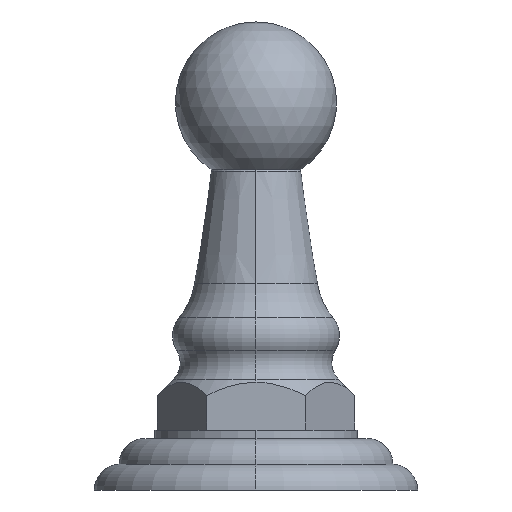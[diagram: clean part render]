
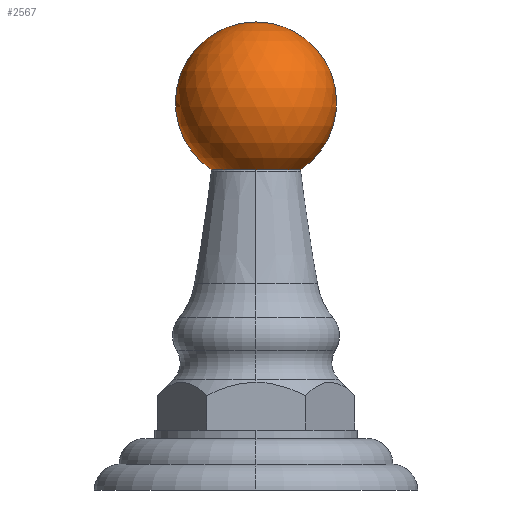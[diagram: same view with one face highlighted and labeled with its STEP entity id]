
A CAD part, left-side view. The second image highlights one B-rep face of the part: STEP entity #2567.
In plain terms, the highlighted spherical face has radius 14.948 mm.
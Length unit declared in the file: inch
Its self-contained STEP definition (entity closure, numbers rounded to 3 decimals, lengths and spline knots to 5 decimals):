
#2528=CARTESIAN_POINT('',(0.,0.,2.337));
#2529=DIRECTION('',(0.,0.,-1.));
#2530=DIRECTION('',(0.,-1.,0.));
#2531=AXIS2_PLACEMENT_3D('',#2528,#2529,#2530);
#2533=CARTESIAN_POINT('',(0.,0.,2.82762));
#2534=DIRECTION('',(-1.,0.,0.));
#2535=DIRECTION('',(0.,-0.552,-0.834));
#2536=AXIS2_PLACEMENT_3D('',#2533,#2534,#2535);
#2538=CARTESIAN_POINT('',(0.,0.,2.82762));
#2539=DIRECTION('',(1.,0.,0.));
#2540=DIRECTION('',(0.,0.552,-0.834));
#2541=AXIS2_PLACEMENT_3D('',#2538,#2539,#2540);
#2548=CARTESIAN_POINT('',(0.,-0.325,2.337));
#2549=CARTESIAN_POINT('',(0.,0.,3.41612));
#2550=VERTEX_POINT('',#2548);
#2551=VERTEX_POINT('',#2549);
#2552=CARTESIAN_POINT('',(0.,0.325,2.337));
#2553=VERTEX_POINT('',#2552);
#2554=CARTESIAN_POINT('',(0.,0.,2.82762));
#2555=DIRECTION('',(0.,0.,-1.));
#2556=DIRECTION('',(0.,1.,0.));
#2557=AXIS2_PLACEMENT_3D('',#2554,#2555,#2556);
#2558=SPHERICAL_SURFACE('',#2557,0.5885);
#2560=ORIENTED_EDGE('',*,*,#2559,.F.);
#2562=ORIENTED_EDGE('',*,*,#2561,.T.);
#2564=ORIENTED_EDGE('',*,*,#2563,.T.);
#2565=EDGE_LOOP('',(#2560,#2562,#2564));
#2566=FACE_OUTER_BOUND('',#2565,.F.);
#2567=ADVANCED_FACE('',(#2566),#2558,.T.);
#2532=CIRCLE('',#2531,0.325);
#2537=CIRCLE('',#2536,0.5885);
#2542=CIRCLE('',#2541,0.5885);
#2559=EDGE_CURVE('',#2550,#2551,#2537,.T.);
#2561=EDGE_CURVE('',#2550,#2553,#2532,.T.);
#2563=EDGE_CURVE('',#2553,#2551,#2542,.T.);
